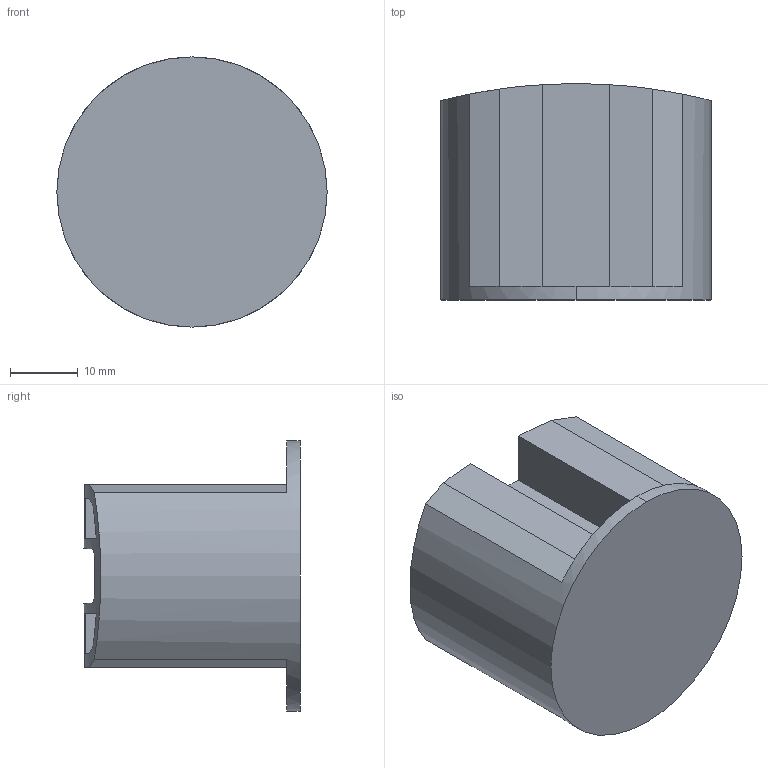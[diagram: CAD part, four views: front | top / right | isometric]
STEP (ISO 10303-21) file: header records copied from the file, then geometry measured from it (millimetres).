
FILE_DESCRIPTION (( 'STEP AP214' ), '1' );
FILE_NAME ('keyadapter.STEP', '2019-06-05T16:25:07', ( '' ), ( '' ), 'SwSTEP 2.0', 'SolidWorks 2016', '' );
FILE_SCHEMA (( 'AUTOMOTIVE_DESIGN' ));
Length unit declared in the file: millimetre
Products named in the file (1): keyadapter
Bounding box: 40 x 32 x 40 mm (x, y, z)
Surface area: 12760.5 mm2 (no closed solid volume)
Topology: 0 solids, 1 shells, 53 faces, 138 edges, 92 vertices
Faces by surface type: plane 42, cylinder 11
Entity records: 2318 total; most frequent: CARTESIAN_POINT 418, ORIENTED_EDGE 276, DIRECTION 258, EDGE_CURVE 138, VERTEX_POINT 92, VECTOR 90, LINE 90, AXIS2_PLACEMENT_3D 84
